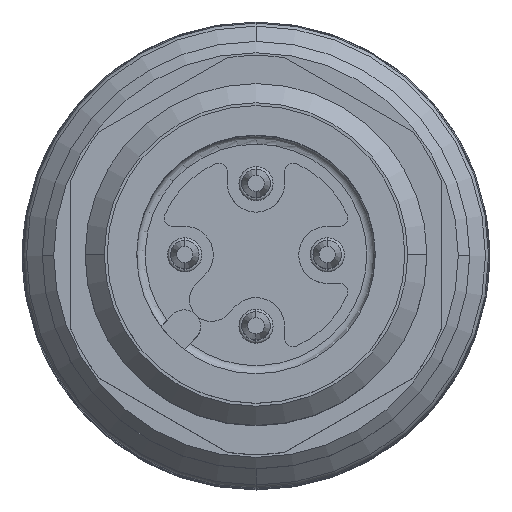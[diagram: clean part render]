
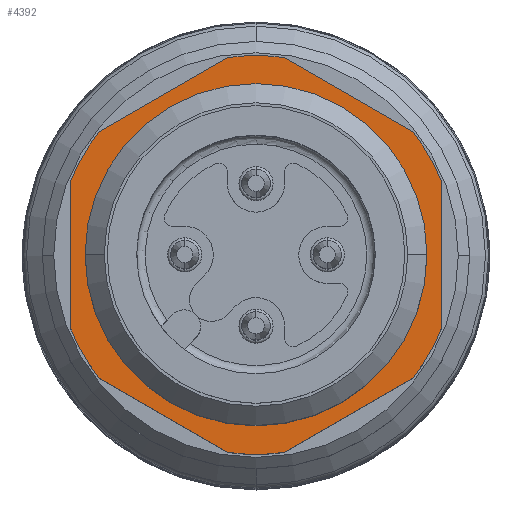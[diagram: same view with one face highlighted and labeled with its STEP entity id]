
A CAD part, top view. The second image highlights one B-rep face of the part: STEP entity #4392.
In plain terms, the highlighted planar face has unit normal (0, 0, 1).
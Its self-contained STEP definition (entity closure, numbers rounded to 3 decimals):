
#225=DIRECTION('',(0.866,0.5,0.));
#226=VECTOR('',#225,5.196);
#227=CARTESIAN_POINT('',(58.46,41.918,-19.917));
#228=LINE('',#227,#226);
#229=CARTESIAN_POINT('',(63.96,37.588,-19.917));
#230=DIRECTION('',(0.,0.,-1.));
#231=DIRECTION('',(-0.143,0.99,0.));
#232=AXIS2_PLACEMENT_3D('',#229,#230,#231);
#234=DIRECTION('',(0.866,-0.5,0.));
#235=VECTOR('',#234,5.196);
#236=CARTESIAN_POINT('',(64.96,44.516,-19.917));
#237=LINE('',#236,#235);
#238=CARTESIAN_POINT('',(63.96,37.588,-19.917));
#239=DIRECTION('',(0.,0.,-1.));
#240=DIRECTION('',(0.786,0.619,0.));
#241=AXIS2_PLACEMENT_3D('',#238,#239,#240);
#243=DIRECTION('',(0.,-1.,0.));
#244=VECTOR('',#243,5.196);
#245=CARTESIAN_POINT('',(70.46,40.186,-19.917));
#246=LINE('',#245,#244);
#247=CARTESIAN_POINT('',(63.96,37.588,-19.917));
#248=DIRECTION('',(0.,0.,-1.));
#249=DIRECTION('',(0.929,-0.371,0.));
#250=AXIS2_PLACEMENT_3D('',#247,#248,#249);
#252=DIRECTION('',(-0.866,-0.5,0.));
#253=VECTOR('',#252,5.196);
#254=CARTESIAN_POINT('',(69.46,33.257,-19.917));
#255=LINE('',#254,#253);
#256=CARTESIAN_POINT('',(63.96,37.588,-19.917));
#257=DIRECTION('',(0.,0.,-1.));
#258=DIRECTION('',(0.143,-0.99,0.));
#259=AXIS2_PLACEMENT_3D('',#256,#257,#258);
#261=DIRECTION('',(-0.866,0.5,0.));
#262=VECTOR('',#261,5.196);
#263=CARTESIAN_POINT('',(62.96,30.659,-19.917));
#264=LINE('',#263,#262);
#265=CARTESIAN_POINT('',(63.96,37.588,-19.917));
#266=DIRECTION('',(0.,0.,-1.));
#267=DIRECTION('',(-0.786,-0.619,0.));
#268=AXIS2_PLACEMENT_3D('',#265,#266,#267);
#270=DIRECTION('',(0.,1.,0.));
#271=VECTOR('',#270,5.196);
#272=CARTESIAN_POINT('',(57.46,34.99,-19.917));
#273=LINE('',#272,#271);
#274=CARTESIAN_POINT('',(63.96,37.588,-19.917));
#275=DIRECTION('',(0.,0.,-1.));
#276=DIRECTION('',(-0.929,0.371,0.));
#277=AXIS2_PLACEMENT_3D('',#274,#275,#276);
#279=CARTESIAN_POINT('',(63.96,37.588,-19.917));
#280=DIRECTION('',(0.,0.,1.));
#281=DIRECTION('',(-1.,0.,0.));
#282=AXIS2_PLACEMENT_3D('',#279,#280,#281);
#284=CARTESIAN_POINT('',(63.96,37.588,-19.917));
#285=DIRECTION('',(0.,0.,1.));
#286=DIRECTION('',(1.,0.,0.));
#287=AXIS2_PLACEMENT_3D('',#284,#285,#286);
#3363=CARTESIAN_POINT('',(58.46,41.918,-19.917));
#3364=VERTEX_POINT('',#3363);
#3365=CARTESIAN_POINT('',(57.46,40.186,-19.917));
#3366=VERTEX_POINT('',#3365);
#3367=CARTESIAN_POINT('',(62.96,44.516,-19.917));
#3368=VERTEX_POINT('',#3367);
#3369=CARTESIAN_POINT('',(64.96,44.516,-19.917));
#3370=VERTEX_POINT('',#3369);
#3371=CARTESIAN_POINT('',(69.46,41.918,-19.917));
#3372=VERTEX_POINT('',#3371);
#3373=CARTESIAN_POINT('',(70.46,40.186,-19.917));
#3374=VERTEX_POINT('',#3373);
#3375=CARTESIAN_POINT('',(70.46,34.99,-19.917));
#3376=VERTEX_POINT('',#3375);
#3377=CARTESIAN_POINT('',(69.46,33.257,-19.917));
#3378=VERTEX_POINT('',#3377);
#3379=CARTESIAN_POINT('',(64.96,30.659,-19.917));
#3380=VERTEX_POINT('',#3379);
#3381=CARTESIAN_POINT('',(62.96,30.659,-19.917));
#3382=VERTEX_POINT('',#3381);
#3383=CARTESIAN_POINT('',(58.46,33.257,-19.917));
#3384=VERTEX_POINT('',#3383);
#3385=CARTESIAN_POINT('',(57.46,34.99,-19.917));
#3386=VERTEX_POINT('',#3385);
#3387=CARTESIAN_POINT('',(57.96,37.588,-19.917));
#3388=CARTESIAN_POINT('',(69.96,37.588,-19.917));
#3389=VERTEX_POINT('',#3387);
#3390=VERTEX_POINT('',#3388);
#4367=CARTESIAN_POINT('',(69.96,37.588,-19.917));
#4368=DIRECTION('',(0.,0.,1.));
#4369=DIRECTION('',(1.,0.,0.));
#4370=AXIS2_PLACEMENT_3D('',#4367,#4368,#4369);
#4371=PLANE('',#4370);
#4372=ORIENTED_EDGE('',*,*,#4221,.T.);
#4373=ORIENTED_EDGE('',*,*,#4237,.T.);
#4374=ORIENTED_EDGE('',*,*,#4249,.T.);
#4375=ORIENTED_EDGE('',*,*,#4263,.T.);
#4376=ORIENTED_EDGE('',*,*,#4277,.T.);
#4377=ORIENTED_EDGE('',*,*,#4291,.T.);
#4378=ORIENTED_EDGE('',*,*,#4305,.T.);
#4379=ORIENTED_EDGE('',*,*,#4319,.T.);
#4380=ORIENTED_EDGE('',*,*,#4333,.T.);
#4381=ORIENTED_EDGE('',*,*,#4347,.T.);
#4382=ORIENTED_EDGE('',*,*,#4360,.T.);
#4383=ORIENTED_EDGE('',*,*,#4206,.T.);
#4384=EDGE_LOOP('',(#4372,#4373,#4374,#4375,#4376,#4377,#4378,#4379,#4380,#4381,
#4382,#4383));
#4385=FACE_OUTER_BOUND('',#4384,.F.);
#4387=ORIENTED_EDGE('',*,*,#4386,.T.);
#4389=ORIENTED_EDGE('',*,*,#4388,.T.);
#4390=EDGE_LOOP('',(#4387,#4389));
#4391=FACE_BOUND('',#4390,.F.);
#4392=ADVANCED_FACE('',(#4385,#4391),#4371,.T.);
#233=CIRCLE('',#232,7.);
#242=CIRCLE('',#241,7.);
#251=CIRCLE('',#250,7.);
#260=CIRCLE('',#259,7.);
#269=CIRCLE('',#268,7.);
#278=CIRCLE('',#277,7.);
#283=CIRCLE('',#282,6.);
#288=CIRCLE('',#287,6.);
#4206=EDGE_CURVE('',#3366,#3364,#278,.T.);
#4221=EDGE_CURVE('',#3364,#3368,#228,.T.);
#4237=EDGE_CURVE('',#3368,#3370,#233,.T.);
#4249=EDGE_CURVE('',#3370,#3372,#237,.T.);
#4263=EDGE_CURVE('',#3372,#3374,#242,.T.);
#4277=EDGE_CURVE('',#3374,#3376,#246,.T.);
#4291=EDGE_CURVE('',#3376,#3378,#251,.T.);
#4305=EDGE_CURVE('',#3378,#3380,#255,.T.);
#4319=EDGE_CURVE('',#3380,#3382,#260,.T.);
#4333=EDGE_CURVE('',#3382,#3384,#264,.T.);
#4347=EDGE_CURVE('',#3384,#3386,#269,.T.);
#4360=EDGE_CURVE('',#3386,#3366,#273,.T.);
#4386=EDGE_CURVE('',#3389,#3390,#283,.T.);
#4388=EDGE_CURVE('',#3390,#3389,#288,.T.);
